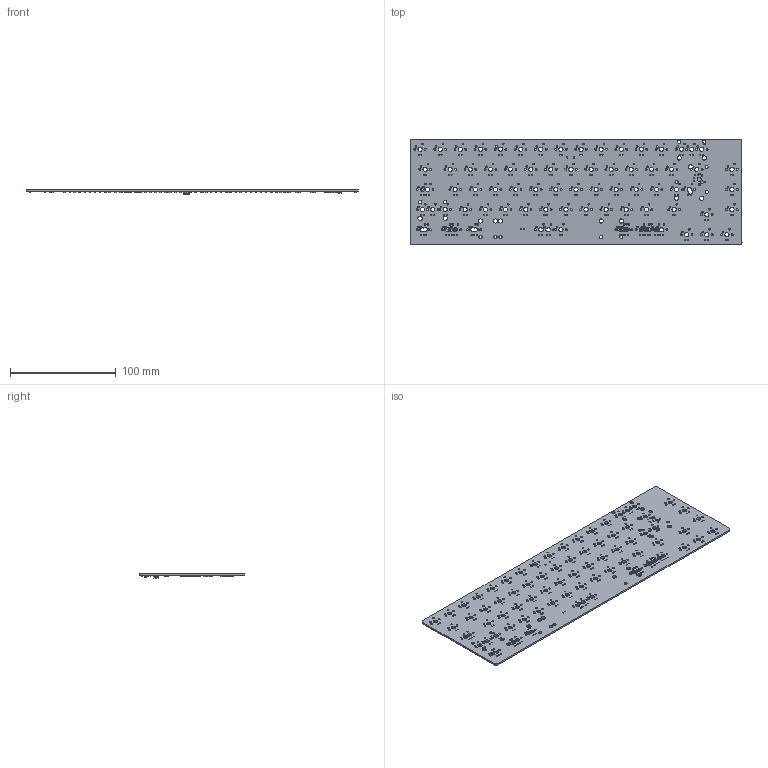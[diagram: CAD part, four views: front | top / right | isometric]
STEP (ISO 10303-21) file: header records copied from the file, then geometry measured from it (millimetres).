
FILE_DESCRIPTION(('KiCad electronic assembly'),'2;1');
FILE_NAME('Chimera65_PCB.step','2022-10-05T19:50:06',('Pcbnew'),('Kicad' ),'Open CASCADE STEP processor 7.6','KiCad to STEP converter', 'Unknown');
FILE_SCHEMA(('AUTOMOTIVE_DESIGN { 1 0 10303 214 1 1 1 1 }'));
Length unit declared in the file: millimetre
Products named in the file (24): Chimera65_PCB 1; C_0603_1608Metric; SOLID; D_SOD-123F; Fuse_1206_3216Metric; SOT-23; R_0603_1608Metric; SW_SPST_TL3342; SW_SPDT_PCM12; SOT-23-6; SOT-23-5; LQFP-48_7x7mm_P0.5mm; SM04B-SRSS-TB; _autosave-Chimera65 PCB
Assembly tree (173 placements, depth 3):
  Chimera65_PCB 1
    C_0603_1608Metric  x10
      SOLID
    D_SOD-123F  x71
      SOLID
    Fuse_1206_3216Metric
      SOLID
    SOT-23
      SOLID
    R_0603_1608Metric  x72
      SOLID
    SW_SPST_TL3342
      SOLID
    SW_SPDT_PCM12
      SOLID
    SOT-23-6
      SOLID
    SOT-23-5
      SOLID
    LQFP-48_7x7mm_P0.5mm
      SOLID
    SM04B-SRSS-TB
      SOLID
    _autosave-Chimera65 PCB
Bounding box: 314.33 x 100.01 x 4.5 mm (x, y, z)
Volume: 47756.3 mm3; surface area: 67882.4 mm2
Topology: 163 solids, 164 shells, 6344 faces, 16090 edges, 10199 vertices
Faces by surface type: bspline 5591, cylinder 631, plane 122
Full cylindrical faces by diameter (mm): 0.3 x12, 0.9 x2, 1.04 x157, 1.47 x163, 1.75 x135, 3.048 x10, 3.988 x76
Entity records: 171873 total; most frequent: CARTESIAN_POINT 62970, ORIENTED_EDGE 12828, PCURVE 12828, DEFINITIONAL_REPRESENTATION 12828, B_SPLINE_CURVE_WITH_KNOTS 11463, DIRECTION 8065, EDGE_CURVE 6414, SURFACE_CURVE 5852
